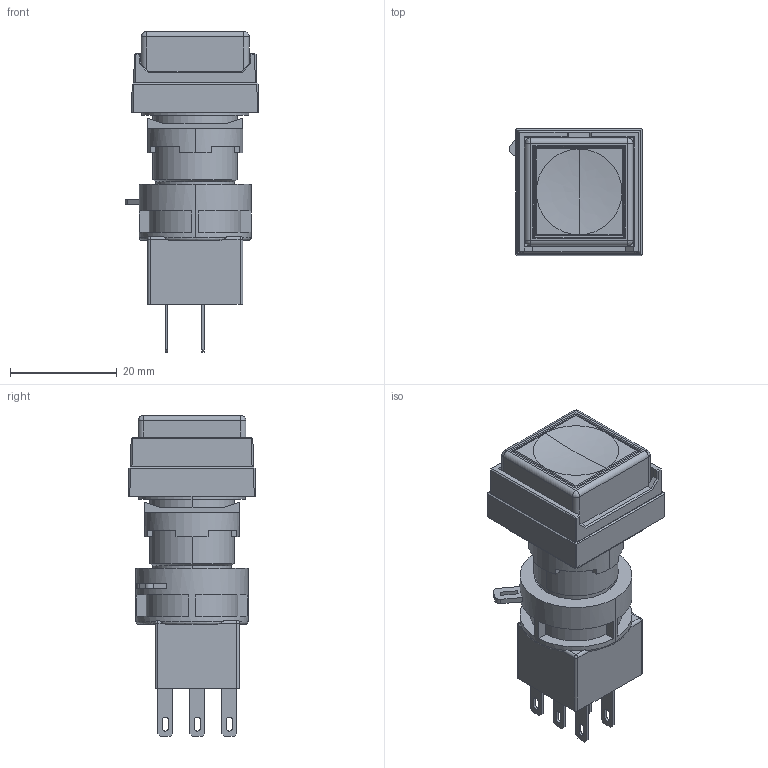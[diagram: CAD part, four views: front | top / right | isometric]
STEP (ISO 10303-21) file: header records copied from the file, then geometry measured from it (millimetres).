
FILE_DESCRIPTION (( 'STEP AP214' ), '1' );
FILE_NAME ('33_HA2B-[M][A]2Cx$.STEP', '2020-10-28T02:43:48', ( 'IDEC' ), ( 'IDEC' ), 'SwSTEP 2.0', 'SolidWorks 2019', '' );
FILE_SCHEMA (( 'AUTOMOTIVE_DESIGN' ));
Length unit declared in the file: millimetre
Products named in the file (4): HA2B-2-BODY; 33_HA2B-[M][A]2Cx$; HA-C2; 16-NUT-SET
Assembly tree (3 placements, depth 2):
  33_HA2B-[M][A]2Cx$
    HA2B-2-BODY
    HA-C2
    16-NUT-SET
Bounding box: 24.99 x 23.8 x 60.1 mm (x, y, z)
Volume: 17084.6 mm3; surface area: 8069.5 mm2
Topology: 3 solids, 3 shells, 292 faces, 744 edges, 467 vertices
Faces by surface type: plane 212, cylinder 62, bspline 14, cone 4
Entity records: 9810 total; most frequent: CARTESIAN_POINT 2189, ORIENTED_EDGE 1468, DIRECTION 1398, EDGE_CURVE 734, VECTOR 550, LINE 550, VERTEX_POINT 467, AXIS2_PLACEMENT_3D 424
